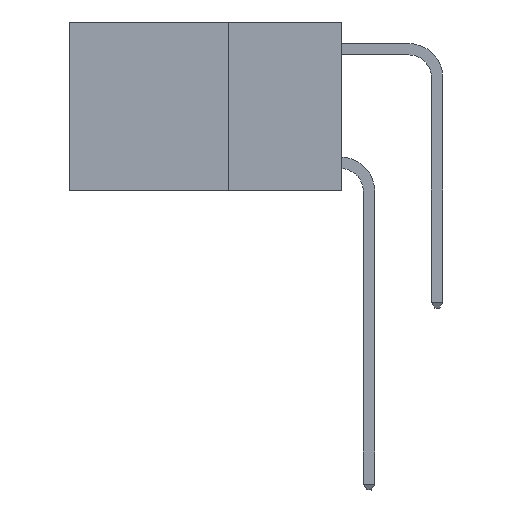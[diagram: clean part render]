
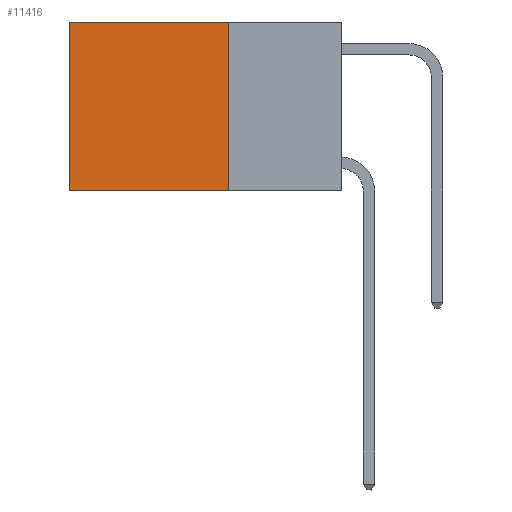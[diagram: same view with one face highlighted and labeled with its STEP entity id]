
A CAD part, left-side view. The second image highlights one B-rep face of the part: STEP entity #11416.
In plain terms, the highlighted planar face has unit normal (-1, 0, 0).
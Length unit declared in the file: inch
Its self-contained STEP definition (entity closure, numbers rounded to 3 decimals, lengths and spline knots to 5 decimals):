
#154 = DIRECTION ( 'NONE',  ( 0., 0., -1. ) ) ;
#203 = VECTOR ( 'NONE', #1792, 39.37008 ) ;
#815 = VERTEX_POINT ( 'NONE', #5242 ) ;
#1313 = VERTEX_POINT ( 'NONE', #2725 ) ;
#1315 = DIRECTION ( 'NONE',  ( 0., 1., 0. ) ) ;
#1792 = DIRECTION ( 'NONE',  ( 0., 1., 0. ) ) ;
#2013 = EDGE_CURVE ( 'NONE', #12351, #1313, #3127, .T. ) ;
#2381 = VECTOR ( 'NONE', #13956, 39.37008 ) ;
#2725 = CARTESIAN_POINT ( 'NONE',  ( 0.2625, 0.6, 0. ) ) ;
#2730 = LINE ( 'NONE', #13999, #2381 ) ;
#3127 = LINE ( 'NONE', #12599, #203 ) ;
#3244 = VECTOR ( 'NONE', #3967, 39.37008 ) ;
#3586 = VECTOR ( 'NONE', #1315, 39.37008 ) ;
#3595 = LINE ( 'NONE', #6209, #3244 ) ;
#3967 = DIRECTION ( 'NONE',  ( 0., 0., -1. ) ) ;
#4249 = AXIS2_PLACEMENT_3D ( 'NONE', #13140, #6818, #154 ) ;
#4483 = EDGE_CURVE ( 'NONE', #12351, #4730, #2730, .T. ) ;
#4730 = VERTEX_POINT ( 'NONE', #4760 ) ;
#4760 = CARTESIAN_POINT ( 'NONE',  ( 0.2625, 0.25, -0.37 ) ) ;
#4926 = EDGE_CURVE ( 'NONE', #1313, #815, #3595, .T. ) ;
#5242 = CARTESIAN_POINT ( 'NONE',  ( 0.2625, 0.6, -0.37 ) ) ;
#5529 = EDGE_LOOP ( 'NONE', ( #12346, #9849, #9578, #9012 ) ) ;
#5692 = PLANE ( 'NONE',  #4249 ) ;
#6209 = CARTESIAN_POINT ( 'NONE',  ( 0.2625, 0.6, 0. ) ) ;
#6594 = LINE ( 'NONE', #12147, #3586 ) ;
#6818 = DIRECTION ( 'NONE',  ( 1., 0., 0. ) ) ;
#9012 = ORIENTED_EDGE ( 'NONE', *, *, #2013, .T. ) ;
#9578 = ORIENTED_EDGE ( 'NONE', *, *, #4483, .F. ) ;
#9849 = ORIENTED_EDGE ( 'NONE', *, *, #10088, .F. ) ;
#10088 = EDGE_CURVE ( 'NONE', #4730, #815, #6594, .T. ) ;
#11209 = FACE_OUTER_BOUND ( 'NONE', #5529, .T. ) ;
#11416 = ADVANCED_FACE ( 'NONE', ( #11209 ), #5692, .F. ) ;
#12147 = CARTESIAN_POINT ( 'NONE',  ( 0.2625, 0.25, -0.37 ) ) ;
#12346 = ORIENTED_EDGE ( 'NONE', *, *, #4926, .T. ) ;
#12351 = VERTEX_POINT ( 'NONE', #13889 ) ;
#12599 = CARTESIAN_POINT ( 'NONE',  ( 0.2625, 0.25, 0. ) ) ;
#13140 = CARTESIAN_POINT ( 'NONE',  ( 0.2625, 0.25, 0. ) ) ;
#13889 = CARTESIAN_POINT ( 'NONE',  ( 0.2625, 0.25, 0. ) ) ;
#13956 = DIRECTION ( 'NONE',  ( 0., 0., -1. ) ) ;
#13999 = CARTESIAN_POINT ( 'NONE',  ( 0.2625, 0.25, 0. ) ) ;
